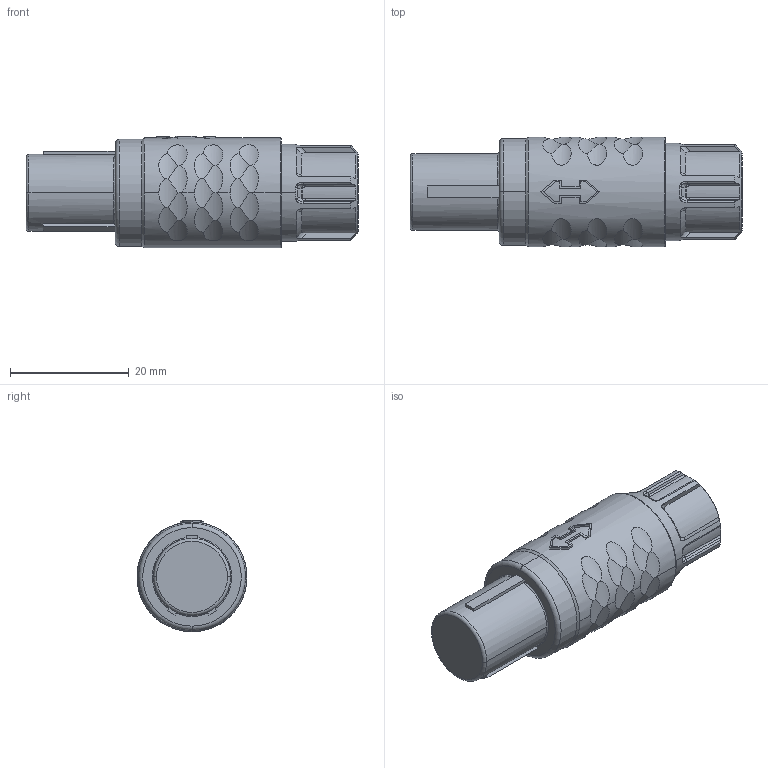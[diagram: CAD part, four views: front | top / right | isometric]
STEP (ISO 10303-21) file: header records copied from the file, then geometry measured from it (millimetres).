
FILE_DESCRIPTION((''),'2;1');
FILE_NAME('00152255_ASM','2020-10-08T14:50:13',('RTrager'),(''),'CREO PARAMETRIC BY PTC INC, 2018300','CREO PARAMETRIC BY PTC INC, 2018300','');
FILE_SCHEMA(('AP242_MANAGED_MODEL_BASED_3D_ENGINEERING_MIM_LF { 1 0 10303 442 1 1 4 }'));
Length unit declared in the file: millimetre
Products named in the file (4): 00040707; 00040709_ASM; 00040711; 00152255_ASM
Assembly tree (3 placements, depth 3):
  00152255_ASM
    00040709_ASM
      00040707
    00040711
Bounding box: 55.9 x 18.5 x 18.8 mm (x, y, z)
Volume: 11688.4 mm3; surface area: 3891.3 mm2
Topology: 2 solids, 2 shells, 206 faces, 549 edges, 350 vertices
Faces by surface type: cylinder 76, plane 67, bspline 32, torus 19, cone 12
Entity records: 11617 total; most frequent: CARTESIAN_POINT 5136, ORIENTED_EDGE 1098, DIRECTION 792, PRESENTATION_STYLE_ASSIGNMENT 551, STYLED_ITEM 551, CURVE_STYLE 549, EDGE_CURVE 549, VERTEX_POINT 350
